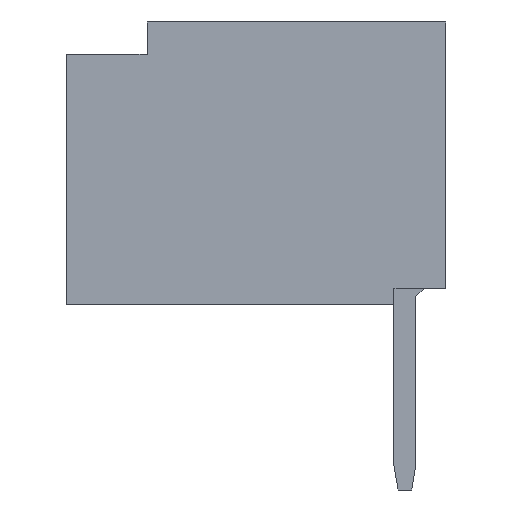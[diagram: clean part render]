
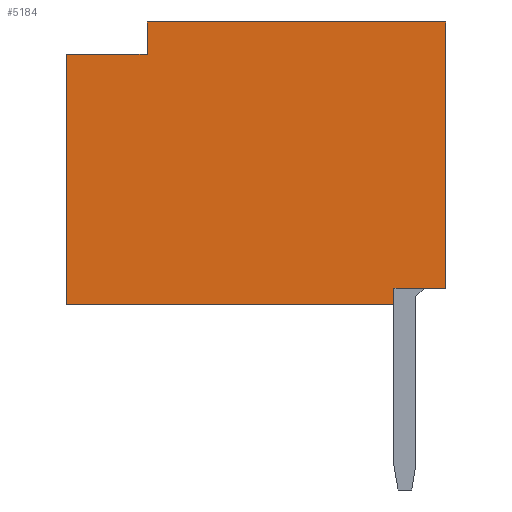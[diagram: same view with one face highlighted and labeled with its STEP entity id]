
A CAD part, left-side view. The second image highlights one B-rep face of the part: STEP entity #5184.
In plain terms, the highlighted planar face has unit normal (-1, 0, 0).
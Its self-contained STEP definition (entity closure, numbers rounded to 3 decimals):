
#482=ORIENTED_EDGE('',*,*,#1329,.F.);
#483=ORIENTED_EDGE('',*,*,#1427,.T.);
#484=ORIENTED_EDGE('',*,*,#1488,.T.);
#485=ORIENTED_EDGE('',*,*,#1489,.T.);
#486=ORIENTED_EDGE('',*,*,#1439,.F.);
#487=ORIENTED_EDGE('',*,*,#1434,.T.);
#488=ORIENTED_EDGE('',*,*,#1486,.T.);
#489=ORIENTED_EDGE('',*,*,#1490,.T.);
#1329=EDGE_CURVE('',#1868,#1869,#2212,.T.);
#1427=EDGE_CURVE('',#1868,#1943,#2310,.T.);
#1434=EDGE_CURVE('',#1948,#1947,#2317,.T.);
#1439=EDGE_CURVE('',#1948,#1950,#2322,.T.);
#1486=EDGE_CURVE('',#1947,#1980,#2369,.T.);
#1488=EDGE_CURVE('',#1943,#1981,#2371,.T.);
#1489=EDGE_CURVE('',#1981,#1950,#2372,.T.);
#1490=EDGE_CURVE('',#1980,#1869,#2373,.T.);
#1868=VERTEX_POINT('',#6696);
#1869=VERTEX_POINT('',#6698);
#1943=VERTEX_POINT('',#6898);
#1947=VERTEX_POINT('',#6911);
#1948=VERTEX_POINT('',#6913);
#1950=VERTEX_POINT('',#6918);
#1980=VERTEX_POINT('',#7014);
#1981=VERTEX_POINT('',#7020);
#2212=LINE('',#6697,#2645);
#2310=LINE('',#6899,#2743);
#2317=LINE('',#6912,#2750);
#2322=LINE('',#6922,#2755);
#2369=LINE('',#7015,#2802);
#2371=LINE('',#7019,#2804);
#2372=LINE('',#7021,#2805);
#2373=LINE('',#7022,#2806);
#2645=VECTOR('',#5684,1000.);
#2743=VECTOR('',#5840,1000.);
#2750=VECTOR('',#5851,1000.);
#2755=VECTOR('',#5858,1000.);
#2802=VECTOR('',#5939,1000.);
#2804=VECTOR('',#5945,1000.);
#2805=VECTOR('',#5946,1000.);
#2806=VECTOR('',#5947,1000.);
#3100=EDGE_LOOP('',(#482,#483,#484,#485,#486,#487,#488,#489));
#3321=FACE_BOUND('',#3100,.T.);
#3542=PLANE('',#5404);
#5184=ADVANCED_FACE('',(#3321),#3542,.T.);
#5404=AXIS2_PLACEMENT_3D('',#7018,#5943,#5944);
#5684=DIRECTION('',(0.,1.,0.));
#5840=DIRECTION('',(0.,0.,-1.));
#5851=DIRECTION('',(0.,0.,1.));
#5858=DIRECTION('',(0.,-1.,0.));
#5939=DIRECTION('',(0.,1.,0.));
#5943=DIRECTION('',(-1.,0.,0.));
#5944=DIRECTION('',(0.,0.,1.));
#5945=DIRECTION('',(0.,-1.,0.));
#5946=DIRECTION('',(0.,0.,1.));
#5947=DIRECTION('',(0.,0.,-1.));
#6696=CARTESIAN_POINT('',(-3.375,1.55,-1.71));
#6697=CARTESIAN_POINT('',(-3.375,1.55,-1.71));
#6698=CARTESIAN_POINT('',(-3.375,1.75,-1.71));
#6898=CARTESIAN_POINT('',(-3.375,1.55,-2.35));
#6899=CARTESIAN_POINT('',(-3.375,1.55,-1.81));
#6911=CARTESIAN_POINT('',(-3.375,-1.35,2.35));
#6912=CARTESIAN_POINT('',(-3.375,-1.35,1.35));
#6913=CARTESIAN_POINT('',(-3.375,-1.35,1.35));
#6918=CARTESIAN_POINT('',(-3.375,-1.75,1.35));
#6922=CARTESIAN_POINT('',(-3.375,-1.35,1.35));
#7014=CARTESIAN_POINT('',(-3.375,1.75,2.35));
#7015=CARTESIAN_POINT('',(-3.375,-1.75,2.35));
#7018=CARTESIAN_POINT('',(-3.375,0.,0.));
#7019=CARTESIAN_POINT('',(-3.375,1.75,-2.35));
#7020=CARTESIAN_POINT('',(-3.375,-1.75,-2.35));
#7021=CARTESIAN_POINT('',(-3.375,-1.75,-2.35));
#7022=CARTESIAN_POINT('',(-3.375,1.75,2.35));
